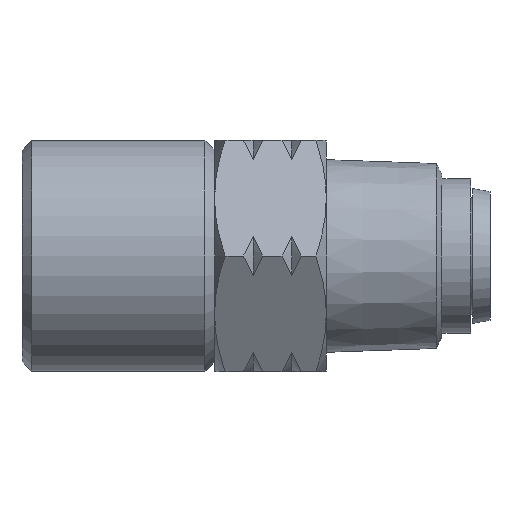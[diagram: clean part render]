
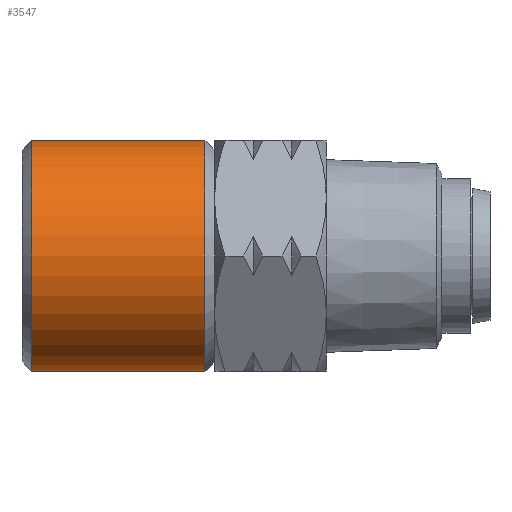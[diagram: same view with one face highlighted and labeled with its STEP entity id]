
A CAD part, left-side view. The second image highlights one B-rep face of the part: STEP entity #3547.
In plain terms, the highlighted cylindrical face has radius 6 mm (diameter 12 mm), a partial arc.
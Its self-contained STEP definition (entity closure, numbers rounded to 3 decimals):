
#54 = CARTESIAN_POINT ( 'NONE',  ( 0., 0.5, 6. ) ) ;
#125 = EDGE_LOOP ( 'NONE', ( #1579, #2443, #1083, #2232 ) ) ;
#139 = VECTOR ( 'NONE', #2493, 1000. ) ;
#221 = VERTEX_POINT ( 'NONE', #4055 ) ;
#230 = DIRECTION ( 'NONE',  ( 0., -1., 0. ) ) ;
#301 = CARTESIAN_POINT ( 'NONE',  ( 0., 10., -6. ) ) ;
#328 = CIRCLE ( 'NONE', #4308, 6. ) ;
#867 = LINE ( 'NONE', #301, #139 ) ;
#906 = EDGE_CURVE ( 'NONE', #1972, #221, #1511, .T. ) ;
#909 = DIRECTION ( 'NONE',  ( 0., 0., -1. ) ) ;
#1069 = CARTESIAN_POINT ( 'NONE',  ( 0., 0.5, -6. ) ) ;
#1083 = ORIENTED_EDGE ( 'NONE', *, *, #1530, .T. ) ;
#1291 = CARTESIAN_POINT ( 'NONE',  ( 0., 10., 0. ) ) ;
#1413 = VERTEX_POINT ( 'NONE', #1069 ) ;
#1511 = CIRCLE ( 'NONE', #3515, 6. ) ;
#1530 = EDGE_CURVE ( 'NONE', #221, #1413, #867, .T. ) ;
#1579 = ORIENTED_EDGE ( 'NONE', *, *, #2842, .F. ) ;
#1703 = AXIS2_PLACEMENT_3D ( 'NONE', #1291, #3851, #909 ) ;
#1772 = CARTESIAN_POINT ( 'NONE',  ( 0., 9.5, 0. ) ) ;
#1947 = CARTESIAN_POINT ( 'NONE',  ( 0., 9.5, 6. ) ) ;
#1972 = VERTEX_POINT ( 'NONE', #1947 ) ;
#2022 = CARTESIAN_POINT ( 'NONE',  ( 0., 0.5, 0. ) ) ;
#2158 = DIRECTION ( 'NONE',  ( 0., 0., 1. ) ) ;
#2232 = ORIENTED_EDGE ( 'NONE', *, *, #4119, .T. ) ;
#2395 = DIRECTION ( 'NONE',  ( 0., 0., 1. ) ) ;
#2413 = CARTESIAN_POINT ( 'NONE',  ( 0., 10., 6. ) ) ;
#2443 = ORIENTED_EDGE ( 'NONE', *, *, #906, .T. ) ;
#2493 = DIRECTION ( 'NONE',  ( 0., -1., 0. ) ) ;
#2676 = CYLINDRICAL_SURFACE ( 'NONE', #1703, 6. ) ;
#2842 = EDGE_CURVE ( 'NONE', #1972, #3152, #3203, .T. ) ;
#3152 = VERTEX_POINT ( 'NONE', #54 ) ;
#3203 = LINE ( 'NONE', #2413, #4063 ) ;
#3515 = AXIS2_PLACEMENT_3D ( 'NONE', #1772, #4334, #2158 ) ;
#3547 = ADVANCED_FACE ( 'NONE', ( #3749 ), #2676, .T. ) ;
#3749 = FACE_OUTER_BOUND ( 'NONE', #125, .T. ) ;
#3851 = DIRECTION ( 'NONE',  ( 0., -1., 0. ) ) ;
#4055 = CARTESIAN_POINT ( 'NONE',  ( 0., 9.5, -6. ) ) ;
#4063 = VECTOR ( 'NONE', #230, 1000. ) ;
#4119 = EDGE_CURVE ( 'NONE', #1413, #3152, #328, .T. ) ;
#4308 = AXIS2_PLACEMENT_3D ( 'NONE', #2022, #4566, #2395 ) ;
#4334 = DIRECTION ( 'NONE',  ( 0., -1., 0. ) ) ;
#4566 = DIRECTION ( 'NONE',  ( 0., 1., 0. ) ) ;
